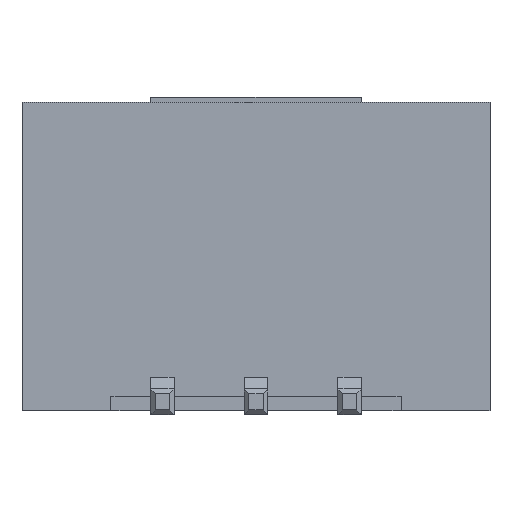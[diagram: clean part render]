
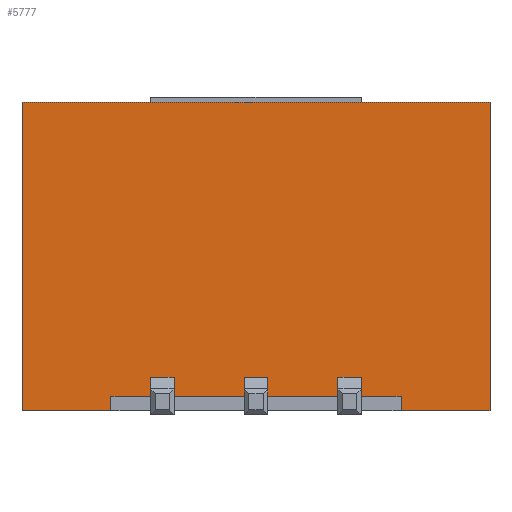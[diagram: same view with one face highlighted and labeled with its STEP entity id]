
A CAD part, front view. The second image highlights one B-rep face of the part: STEP entity #5777.
In plain terms, the highlighted face is planar.
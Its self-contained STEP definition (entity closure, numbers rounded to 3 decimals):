
#608=ORIENTED_EDGE('',*,*,#1631,.T.);
#609=ORIENTED_EDGE('',*,*,#1632,.T.);
#610=ORIENTED_EDGE('',*,*,#1633,.T.);
#611=ORIENTED_EDGE('',*,*,#1634,.T.);
#612=ORIENTED_EDGE('',*,*,#1635,.T.);
#613=ORIENTED_EDGE('',*,*,#1636,.T.);
#614=ORIENTED_EDGE('',*,*,#1637,.T.);
#615=ORIENTED_EDGE('',*,*,#1638,.T.);
#616=ORIENTED_EDGE('',*,*,#1639,.T.);
#617=ORIENTED_EDGE('',*,*,#1640,.T.);
#618=ORIENTED_EDGE('',*,*,#1641,.T.);
#619=ORIENTED_EDGE('',*,*,#1642,.T.);
#620=ORIENTED_EDGE('',*,*,#1629,.T.);
#621=ORIENTED_EDGE('',*,*,#1491,.T.);
#622=ORIENTED_EDGE('',*,*,#1623,.T.);
#623=ORIENTED_EDGE('',*,*,#1611,.F.);
#624=ORIENTED_EDGE('',*,*,#1602,.F.);
#625=ORIENTED_EDGE('',*,*,#1587,.T.);
#626=ORIENTED_EDGE('',*,*,#1624,.T.);
#627=ORIENTED_EDGE('',*,*,#1473,.F.);
#1473=EDGE_CURVE('',#2053,#2051,#2490,.T.);
#1491=EDGE_CURVE('',#2065,#2064,#2508,.T.);
#1587=EDGE_CURVE('',#2130,#2129,#2604,.T.);
#1602=EDGE_CURVE('',#2130,#2136,#2619,.T.);
#1611=EDGE_CURVE('',#2136,#2141,#2628,.T.);
#1623=EDGE_CURVE('',#2064,#2141,#2640,.T.);
#1624=EDGE_CURVE('',#2129,#2051,#2641,.T.);
#1629=EDGE_CURVE('',#2146,#2065,#2646,.T.);
#1631=EDGE_CURVE('',#2053,#2147,#2648,.T.);
#1632=EDGE_CURVE('',#2147,#2148,#2649,.T.);
#1633=EDGE_CURVE('',#2148,#2149,#2650,.T.);
#1634=EDGE_CURVE('',#2149,#2150,#2651,.T.);
#1635=EDGE_CURVE('',#2150,#2151,#2652,.T.);
#1636=EDGE_CURVE('',#2151,#2152,#2653,.T.);
#1637=EDGE_CURVE('',#2152,#2153,#2654,.T.);
#1638=EDGE_CURVE('',#2153,#2154,#2655,.T.);
#1639=EDGE_CURVE('',#2154,#2155,#2656,.T.);
#1640=EDGE_CURVE('',#2155,#2156,#2657,.T.);
#1641=EDGE_CURVE('',#2156,#2157,#2658,.T.);
#1642=EDGE_CURVE('',#2157,#2146,#2659,.T.);
#2051=VERTEX_POINT('',#7581);
#2053=VERTEX_POINT('',#7585);
#2064=VERTEX_POINT('',#7620);
#2065=VERTEX_POINT('',#7622);
#2129=VERTEX_POINT('',#7808);
#2130=VERTEX_POINT('',#7810);
#2136=VERTEX_POINT('',#7836);
#2141=VERTEX_POINT('',#7852);
#2146=VERTEX_POINT('',#7881);
#2147=VERTEX_POINT('',#7888);
#2148=VERTEX_POINT('',#7890);
#2149=VERTEX_POINT('',#7892);
#2150=VERTEX_POINT('',#7894);
#2151=VERTEX_POINT('',#7896);
#2152=VERTEX_POINT('',#7898);
#2153=VERTEX_POINT('',#7900);
#2154=VERTEX_POINT('',#7902);
#2155=VERTEX_POINT('',#7904);
#2156=VERTEX_POINT('',#7906);
#2157=VERTEX_POINT('',#7908);
#2490=LINE('',#7586,#3097);
#2508=LINE('',#7621,#3115);
#2604=LINE('',#7809,#3211);
#2619=LINE('',#7835,#3226);
#2628=LINE('',#7851,#3235);
#2640=LINE('',#7873,#3247);
#2641=LINE('',#7874,#3248);
#2646=LINE('',#7882,#3253);
#2648=LINE('',#7887,#3255);
#2649=LINE('',#7889,#3256);
#2650=LINE('',#7891,#3257);
#2651=LINE('',#7893,#3258);
#2652=LINE('',#7895,#3259);
#2653=LINE('',#7897,#3260);
#2654=LINE('',#7899,#3261);
#2655=LINE('',#7901,#3262);
#2656=LINE('',#7903,#3263);
#2657=LINE('',#7905,#3264);
#2658=LINE('',#7907,#3265);
#2659=LINE('',#7909,#3266);
#3097=VECTOR('',#6418,1000.);
#3115=VECTOR('',#6448,1000.);
#3211=VECTOR('',#6598,1000.);
#3226=VECTOR('',#6623,1000.);
#3235=VECTOR('',#6636,1000.);
#3247=VECTOR('',#6658,1000.);
#3248=VECTOR('',#6659,1000.);
#3253=VECTOR('',#6668,1000.);
#3255=VECTOR('',#6676,1000.);
#3256=VECTOR('',#6677,1000.);
#3257=VECTOR('',#6678,1000.);
#3258=VECTOR('',#6679,1000.);
#3259=VECTOR('',#6680,1000.);
#3260=VECTOR('',#6681,1000.);
#3261=VECTOR('',#6682,1000.);
#3262=VECTOR('',#6683,1000.);
#3263=VECTOR('',#6684,1000.);
#3264=VECTOR('',#6685,1000.);
#3265=VECTOR('',#6686,1000.);
#3266=VECTOR('',#6687,1000.);
#3618=EDGE_LOOP('',(#608,#609,#610,#611,#612,#613,#614,#615,#616,#617,#618,
#619,#620,#621,#622,#623,#624,#625,#626,#627));
#3837=FACE_BOUND('',#3618,.T.);
#4053=PLANE('',#6000);
#5777=ADVANCED_FACE('',(#3837),#4053,.T.);
#6000=AXIS2_PLACEMENT_3D('',#7886,#6674,#6675);
#6418=DIRECTION('',(0.,0.,-1.));
#6448=DIRECTION('',(0.,0.,-1.));
#6598=DIRECTION('',(0.,0.,-1.));
#6623=DIRECTION('',(-1.,0.,0.));
#6636=DIRECTION('',(0.,0.,-1.));
#6658=DIRECTION('',(-1.,0.,0.));
#6659=DIRECTION('',(-1.,0.,0.));
#6668=DIRECTION('',(-1.,0.,0.));
#6674=DIRECTION('',(0.,1.,0.));
#6675=DIRECTION('',(0.,0.,1.));
#6676=DIRECTION('',(-1.,0.,0.));
#6677=DIRECTION('',(0.,0.,1.));
#6678=DIRECTION('',(-1.,0.,0.));
#6679=DIRECTION('',(0.,0.,-1.));
#6680=DIRECTION('',(-1.,0.,0.));
#6681=DIRECTION('',(0.,0.,1.));
#6682=DIRECTION('',(-1.,0.,0.));
#6683=DIRECTION('',(0.,0.,-1.));
#6684=DIRECTION('',(-1.,0.,0.));
#6685=DIRECTION('',(0.,0.,1.));
#6686=DIRECTION('',(-1.,0.,0.));
#6687=DIRECTION('',(0.,0.,-1.));
#7581=CARTESIAN_POINT('',(3.1,2.5,-3.3));
#7585=CARTESIAN_POINT('',(3.1,2.5,-3.));
#7586=CARTESIAN_POINT('',(3.1,2.5,-3.));
#7620=CARTESIAN_POINT('',(-3.1,2.5,-3.3));
#7621=CARTESIAN_POINT('',(-3.1,2.5,-3.));
#7622=CARTESIAN_POINT('',(-3.1,2.5,-3.));
#7808=CARTESIAN_POINT('',(5.,2.5,-3.3));
#7809=CARTESIAN_POINT('',(5.,2.5,3.3));
#7810=CARTESIAN_POINT('',(5.,2.5,3.3));
#7835=CARTESIAN_POINT('',(5.,2.5,3.3));
#7836=CARTESIAN_POINT('',(-5.,2.5,3.3));
#7851=CARTESIAN_POINT('',(-5.,2.5,3.3));
#7852=CARTESIAN_POINT('',(-5.,2.5,-3.3));
#7873=CARTESIAN_POINT('',(5.,2.5,-3.3));
#7874=CARTESIAN_POINT('',(5.,2.5,-3.3));
#7881=CARTESIAN_POINT('',(-2.25,2.5,-3.));
#7882=CARTESIAN_POINT('',(3.1,2.5,-3.));
#7886=CARTESIAN_POINT('',(5.,2.5,3.3));
#7887=CARTESIAN_POINT('',(3.1,2.5,-3.));
#7888=CARTESIAN_POINT('',(2.25,2.5,-3.));
#7889=CARTESIAN_POINT('',(2.25,2.5,-3.));
#7890=CARTESIAN_POINT('',(2.25,2.5,-2.58));
#7891=CARTESIAN_POINT('',(2.25,2.5,-2.58));
#7892=CARTESIAN_POINT('',(1.75,2.5,-2.58));
#7893=CARTESIAN_POINT('',(1.75,2.5,-2.58));
#7894=CARTESIAN_POINT('',(1.75,2.5,-3.));
#7895=CARTESIAN_POINT('',(3.1,2.5,-3.));
#7896=CARTESIAN_POINT('',(0.25,2.5,-3.));
#7897=CARTESIAN_POINT('',(0.25,2.5,-3.));
#7898=CARTESIAN_POINT('',(0.25,2.5,-2.58));
#7899=CARTESIAN_POINT('',(0.25,2.5,-2.58));
#7900=CARTESIAN_POINT('',(-0.25,2.5,-2.58));
#7901=CARTESIAN_POINT('',(-0.25,2.5,-2.58));
#7902=CARTESIAN_POINT('',(-0.25,2.5,-3.));
#7903=CARTESIAN_POINT('',(3.1,2.5,-3.));
#7904=CARTESIAN_POINT('',(-1.75,2.5,-3.));
#7905=CARTESIAN_POINT('',(-1.75,2.5,-3.));
#7906=CARTESIAN_POINT('',(-1.75,2.5,-2.58));
#7907=CARTESIAN_POINT('',(-1.75,2.5,-2.58));
#7908=CARTESIAN_POINT('',(-2.25,2.5,-2.58));
#7909=CARTESIAN_POINT('',(-2.25,2.5,-2.58));
